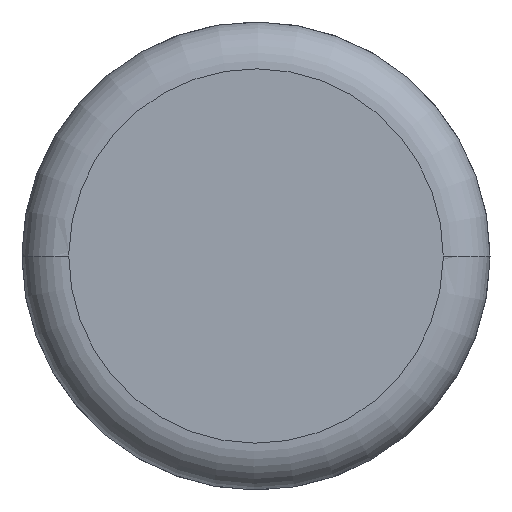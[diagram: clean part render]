
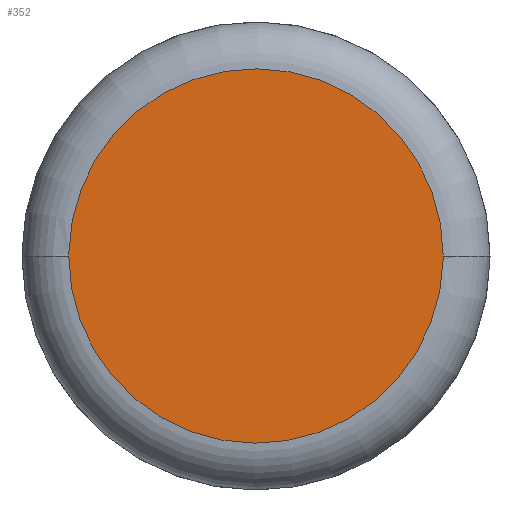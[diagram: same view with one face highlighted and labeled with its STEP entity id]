
A CAD part, front view. The second image highlights one B-rep face of the part: STEP entity #352.
In plain terms, the highlighted planar face has unit normal (0, -1, 0).
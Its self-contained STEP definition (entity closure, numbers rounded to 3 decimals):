
#42=CARTESIAN_POINT('',(0.,-8.5,0.));
#43=DIRECTION('',(0.,1.,0.));
#44=DIRECTION('',(1.,0.,-0.019));
#45=AXIS2_PLACEMENT_3D('',#42,#43,#44);
#51=CARTESIAN_POINT('',(0.,-8.5,0.));
#52=DIRECTION('',(0.,1.,0.));
#53=DIRECTION('',(-1.,0.,0.019));
#54=AXIS2_PLACEMENT_3D('',#51,#52,#53);
#59=CARTESIAN_POINT('',(0.,-8.5,0.));
#60=DIRECTION('',(0.,-1.,0.));
#61=DIRECTION('',(1.,0.,-0.019));
#62=AXIS2_PLACEMENT_3D('',#59,#60,#61);
#91=CARTESIAN_POINT('',(0.,-8.5,0.));
#92=DIRECTION('',(0.,-1.,0.));
#93=DIRECTION('',(-1.,0.,0.019));
#94=AXIS2_PLACEMENT_3D('',#91,#92,#93);
#293=CARTESIAN_POINT('',(2.,-8.5,
-0.037));
#294=CARTESIAN_POINT('',(2.,-8.5,0.));
#295=VERTEX_POINT('',#293);
#296=VERTEX_POINT('',#294);
#297=CARTESIAN_POINT('',(-2.,-8.5,0.));
#298=VERTEX_POINT('',#297);
#299=CARTESIAN_POINT('',(-2.,-8.5,
0.037));
#300=VERTEX_POINT('',#299);
#337=CARTESIAN_POINT('',(0.,-8.5,0.));
#338=DIRECTION('',(0.,1.,0.));
#339=DIRECTION('',(1.,0.,0.));
#340=AXIS2_PLACEMENT_3D('',#337,#338,#339);
#341=PLANE('',#340);
#343=ORIENTED_EDGE('',*,*,#342,.F.);
#345=ORIENTED_EDGE('',*,*,#344,.T.);
#347=ORIENTED_EDGE('',*,*,#346,.F.);
#349=ORIENTED_EDGE('',*,*,#348,.T.);
#350=EDGE_LOOP('',(#343,#345,#347,#349));
#351=FACE_OUTER_BOUND('',#350,.F.);
#352=ADVANCED_FACE('',(#351),#341,.F.);
#46=CIRCLE('',#45,2.);
#55=CIRCLE('',#54,2.);
#63=CIRCLE('',#62,2.);
#95=CIRCLE('',#94,2.);
#342=EDGE_CURVE('',#295,#296,#63,.T.);
#344=EDGE_CURVE('',#295,#298,#46,.T.);
#346=EDGE_CURVE('',#300,#298,#95,.T.);
#348=EDGE_CURVE('',#300,#296,#55,.T.);
